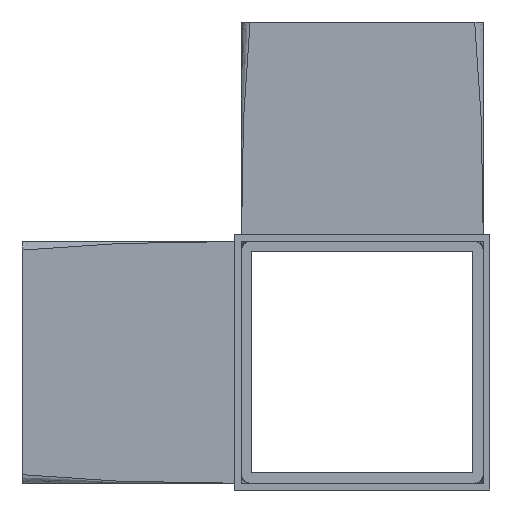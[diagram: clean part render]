
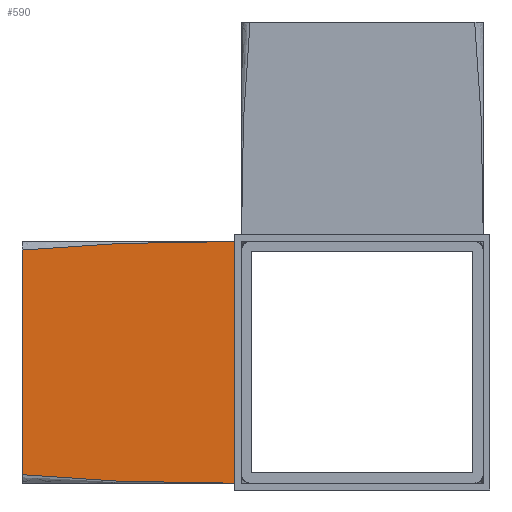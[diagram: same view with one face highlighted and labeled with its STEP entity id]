
A CAD part, left-side view. The second image highlights one B-rep face of the part: STEP entity #590.
In plain terms, the highlighted planar face has unit normal (-1, 0, 0).
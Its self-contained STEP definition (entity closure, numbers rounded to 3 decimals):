
#176 = CARTESIAN_POINT ( 'NONE',  ( -14.2, 30., 14.2 ) ) ;
#259 = EDGE_CURVE ( 'NONE', #1868, #1857, #1102, .T. ) ;
#335 = CARTESIAN_POINT ( 'NONE',  ( -14.2, 50.833, 13.2 ) ) ;
#368 = CARTESIAN_POINT ( 'NONE',  ( -14.2, 55., 13.2 ) ) ;
#423 = ORIENTED_EDGE ( 'NONE', *, *, #1058, .T. ) ;
#529 = B_SPLINE_CURVE_WITH_KNOTS ( 'NONE', 3,
 ( #1170, #2130, #1150, #646, #1140, #1998, #656 ),
 .UNSPECIFIED., .F., .F.,
 ( 4, 3, 4 ),
 ( 0., 0.013, 0.025 ),
 .UNSPECIFIED. ) ;
#540 = LINE ( 'NONE', #1028, #734 ) ;
#571 = CARTESIAN_POINT ( 'NONE',  ( -14.2, 30., 14.2 ) ) ;
#574 = ORIENTED_EDGE ( 'NONE', *, *, #1032, .T. ) ;
#590 = ADVANCED_FACE ( 'NONE', ( #1832 ), #982, .F. ) ;
#594 = DIRECTION ( 'NONE',  ( 0., 0., 1. ) ) ;
#646 = CARTESIAN_POINT ( 'NONE',  ( -14.2, 42.5, -14. ) ) ;
#656 = CARTESIAN_POINT ( 'NONE',  ( -14.2, 30., -14.2 ) ) ;
#694 = EDGE_LOOP ( 'NONE', ( #1546, #423, #1788, #574 ) ) ;
#734 = VECTOR ( 'NONE', #1884, 1000. ) ;
#846 = VERTEX_POINT ( 'NONE', #944 ) ;
#944 = CARTESIAN_POINT ( 'NONE',  ( -14.2, 55., 13.2 ) ) ;
#982 = PLANE ( 'NONE',  #1715 ) ;
#1028 = CARTESIAN_POINT ( 'NONE',  ( -14.2, 55., -14.2 ) ) ;
#1032 = EDGE_CURVE ( 'NONE', #1857, #846, #1732, .T. ) ;
#1058 = EDGE_CURVE ( 'NONE', #2102, #1868, #529, .T. ) ;
#1102 = LINE ( 'NONE', #1273, #1562 ) ;
#1140 = CARTESIAN_POINT ( 'NONE',  ( -14.2, 38.333, -14.067 ) ) ;
#1150 = CARTESIAN_POINT ( 'NONE',  ( -14.2, 46.667, -13.933 ) ) ;
#1161 = CARTESIAN_POINT ( 'NONE',  ( -14.2, 46.667, 13.933 ) ) ;
#1170 = CARTESIAN_POINT ( 'NONE',  ( -14.2, 55., -13.2 ) ) ;
#1183 = CARTESIAN_POINT ( 'NONE',  ( -14.2, 34.167, 14.133 ) ) ;
#1273 = CARTESIAN_POINT ( 'NONE',  ( -14.2, 30., -14.2 ) ) ;
#1390 = CARTESIAN_POINT ( 'NONE',  ( -14.2, 55., -13.2 ) ) ;
#1448 = DIRECTION ( 'NONE',  ( 0., 0., -1. ) ) ;
#1466 = CARTESIAN_POINT ( 'NONE',  ( -14.2, 38.333, 14.067 ) ) ;
#1475 = CARTESIAN_POINT ( 'NONE',  ( -14.2, 42.5, 14. ) ) ;
#1538 = CARTESIAN_POINT ( 'NONE',  ( -14.2, 30., -14.2 ) ) ;
#1546 = ORIENTED_EDGE ( 'NONE', *, *, #1772, .F. ) ;
#1562 = VECTOR ( 'NONE', #594, 1000. ) ;
#1640 = DIRECTION ( 'NONE',  ( 1., 0., 0. ) ) ;
#1667 = CARTESIAN_POINT ( 'NONE',  ( -14.2, 55., -14.2 ) ) ;
#1715 = AXIS2_PLACEMENT_3D ( 'NONE', #1667, #1640, #1448 ) ;
#1732 = B_SPLINE_CURVE_WITH_KNOTS ( 'NONE', 3,
 ( #176, #1183, #1466, #1475, #1161, #335, #368 ),
 .UNSPECIFIED., .F., .F.,
 ( 4, 3, 4 ),
 ( -0.05, -0.038, -0.025 ),
 .UNSPECIFIED. ) ;
#1772 = EDGE_CURVE ( 'NONE', #2102, #846, #540, .T. ) ;
#1788 = ORIENTED_EDGE ( 'NONE', *, *, #259, .T. ) ;
#1832 = FACE_OUTER_BOUND ( 'NONE', #694, .T. ) ;
#1857 = VERTEX_POINT ( 'NONE', #571 ) ;
#1868 = VERTEX_POINT ( 'NONE', #1538 ) ;
#1884 = DIRECTION ( 'NONE',  ( 0., 0., 1. ) ) ;
#1998 = CARTESIAN_POINT ( 'NONE',  ( -14.2, 34.167, -14.133 ) ) ;
#2102 = VERTEX_POINT ( 'NONE', #1390 ) ;
#2130 = CARTESIAN_POINT ( 'NONE',  ( -14.2, 50.833, -13.2 ) ) ;
